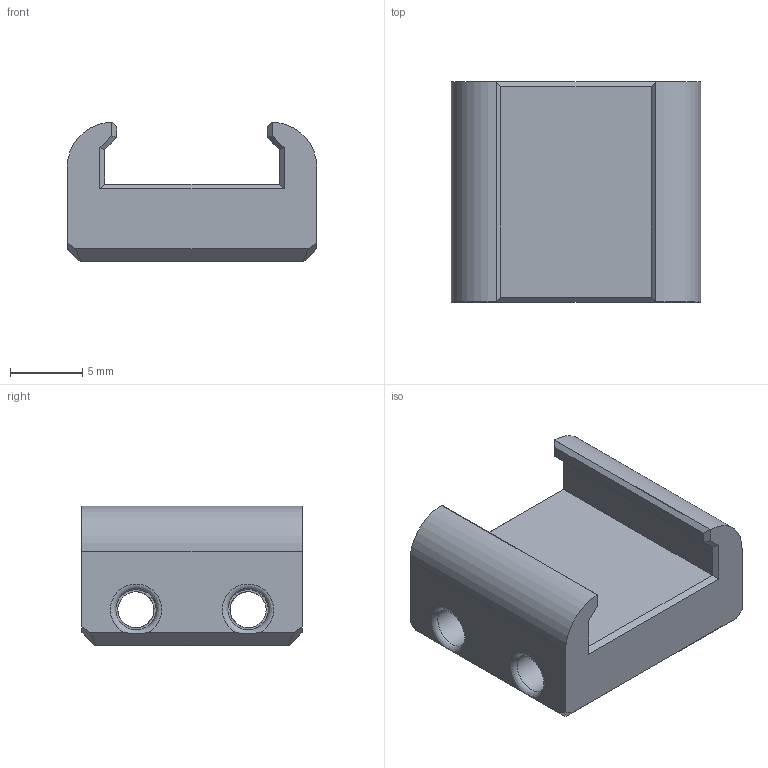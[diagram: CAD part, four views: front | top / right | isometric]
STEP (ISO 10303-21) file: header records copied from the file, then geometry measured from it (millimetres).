
FILE_DESCRIPTION(('HOOPS Exchange Step'),'2;1');
FILE_NAME('indrared hold13.stp','2026-01-22T11:37:46+08:00',('xdlye'),('Unknown organisation'),'HOOPS Exchange 2025.8','HOOPS Exchange','Unknown authorisation');
FILE_SCHEMA( ('AP203_CONFIGURATION_CONTROLLED_3D_DESIGN_OF_MECHANICAL_PARTS_AND_ASSEMBLIES_MIM_LF') );
Length unit declared in the file: millimetre
Products named in the file (1): root
Bounding box: 17.3 x 15.27 x 9.66 mm (x, y, z)
Volume: 1512.5 mm3; surface area: 1390.5 mm2
Topology: 1 solids, 1 shells, 50 faces, 144 edges, 94 vertices
Faces by surface type: plane 40, bspline 8, cylinder 2
Entity records: 7392 total; most frequent: CARTESIAN_POINT 6142, ORIENTED_EDGE 288, DIRECTION 204, EDGE_CURVE 144, VECTOR 102, LINE 102, VERTEX_POINT 94, EDGE_LOOP 52
